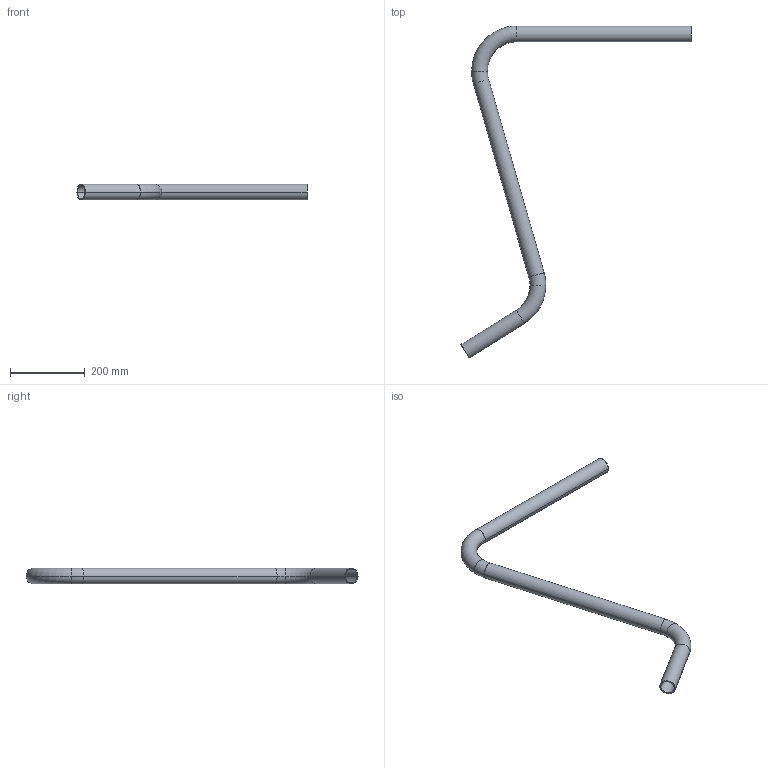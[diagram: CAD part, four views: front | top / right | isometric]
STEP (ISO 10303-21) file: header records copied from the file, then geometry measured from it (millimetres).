
FILE_DESCRIPTION (( 'STEP AP203' ), '1' );
FILE_NAME ('50258-ST.step', '2015-09-17T15:07:35', ( '' ), ( '' ), 'SwSTEP 2.0', 'SolidWorks 2015', '' );
FILE_SCHEMA (( 'CONFIG_CONTROL_DESIGN' ));
Length unit declared in the file: millimetre
Products named in the file (1): 50258-ST
Bounding box: 617.07 x 890.68 x 42.4 mm (x, y, z)
Volume: 486348.7 mm3; surface area: 374802.2 mm2
Topology: 1 solids, 1 shells, 249 faces, 651 edges, 426 vertices
Faces by surface type: bspline 111, plane 110, torus 16, cylinder 12
Entity records: 13468 total; most frequent: CARTESIAN_POINT 7990, ORIENTED_EDGE 1302, DIRECTION 755, EDGE_CURVE 651, VERTEX_POINT 426, LINE 381, VECTOR 381, EDGE_LOOP 273
